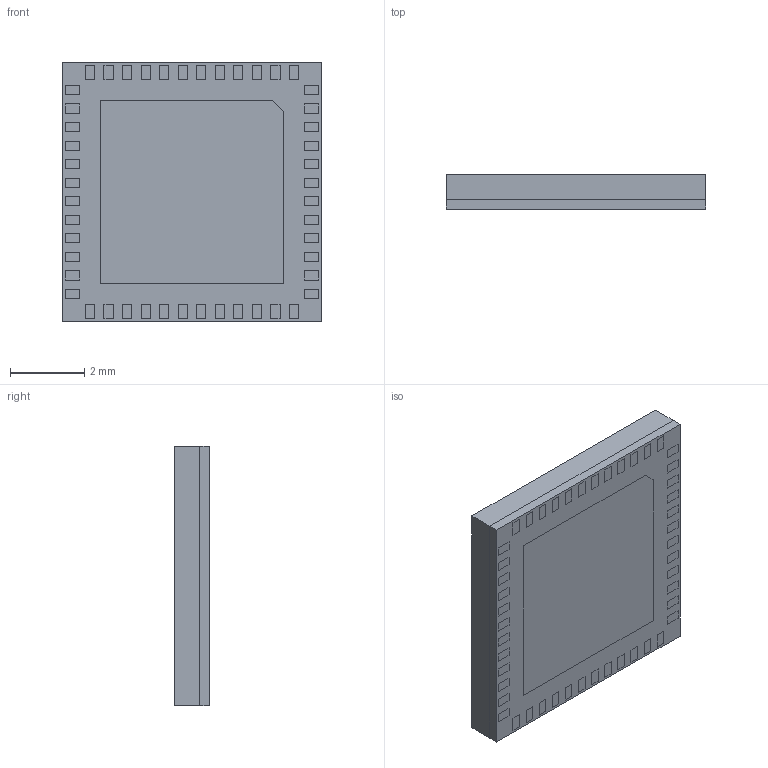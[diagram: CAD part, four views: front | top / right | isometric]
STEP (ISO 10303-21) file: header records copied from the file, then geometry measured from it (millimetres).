
FILE_DESCRIPTION (( 'STEP AP214' ), '1' );
FILE_NAME ('ESP32-PICO-V3.STEP', '2022-05-12T12:22:00', ( '' ), ( '' ), 'SwSTEP 2.0', 'SolidWorks 2018', '' );
FILE_SCHEMA (( 'AUTOMOTIVE_DESIGN' ));
Length unit declared in the file: millimetre
Products named in the file (1): ESP32-PICO-V3
Bounding box: 7 x 0.94 x 7 mm (x, y, z)
Volume: 46.1 mm3; surface area: 297.2 mm2
Topology: 51 solids, 51 shells, 553 faces, 1206 edges, 804 vertices
Faces by surface type: plane 553
Entity records: 18641 total; most frequent: CARTESIAN_POINT 2564, ORIENTED_EDGE 2412, DIRECTION 2314, VECTOR 1206, LINE 1206, EDGE_CURVE 1206, VERTEX_POINT 804, EDGE_LOOP 602
